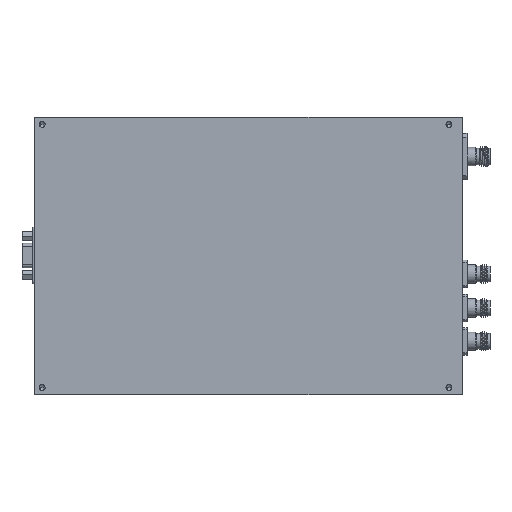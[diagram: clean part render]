
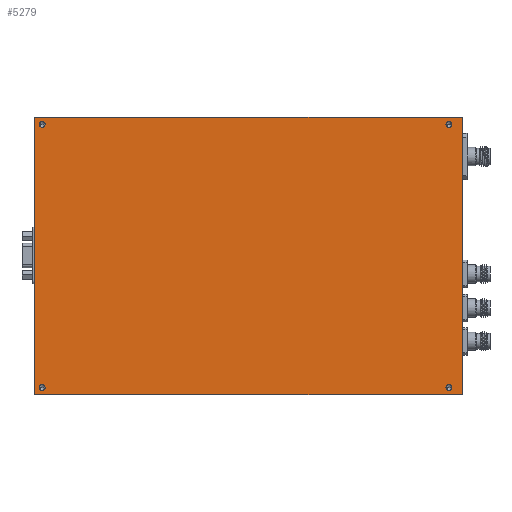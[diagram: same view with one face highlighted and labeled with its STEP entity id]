
A CAD part, top view. The second image highlights one B-rep face of the part: STEP entity #5279.
In plain terms, the highlighted planar face has unit normal (0, 0, 1).
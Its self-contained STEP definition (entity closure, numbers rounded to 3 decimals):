
#148 = CARTESIAN_POINT ( 'NONE',  ( 74.065, -47.498, 21. ) ) ;
#312 = ORIENTED_EDGE ( 'NONE', *, *, #6121, .F. ) ;
#886 = VERTEX_POINT ( 'NONE', #13092 ) ;
#904 = VERTEX_POINT ( 'NONE', #11801 ) ;
#1170 = LINE ( 'NONE', #16933, #12509 ) ;
#1369 = CARTESIAN_POINT ( 'NONE',  ( 68.54, 45., 21. ) ) ;
#1677 = DIRECTION ( 'NONE',  ( 1., 0., 0. ) ) ;
#1753 = VERTEX_POINT ( 'NONE', #8112 ) ;
#1909 = EDGE_CURVE ( 'NONE', #8062, #17870, #3830, .T. ) ;
#2061 = AXIS2_PLACEMENT_3D ( 'NONE', #13087, #14386, #1677 ) ;
#2078 = AXIS2_PLACEMENT_3D ( 'NONE', #9815, #14180, #14275 ) ;
#2115 = DIRECTION ( 'NONE',  ( 0., 0., -1. ) ) ;
#2418 = DIRECTION ( 'NONE',  ( 0., 0., 1. ) ) ;
#2500 = ORIENTED_EDGE ( 'NONE', *, *, #17533, .F. ) ;
#2617 = VECTOR ( 'NONE', #9737, 1000. ) ;
#2624 = DIRECTION ( 'NONE',  ( 1., 0., 0. ) ) ;
#3109 = DIRECTION ( 'NONE',  ( 0., 1., 0. ) ) ;
#3229 = AXIS2_PLACEMENT_3D ( 'NONE', #14824, #16491, #13691 ) ;
#3520 = LINE ( 'NONE', #10374, #9725 ) ;
#3830 = CIRCLE ( 'NONE', #16572, 1.025 ) ;
#3876 = CARTESIAN_POINT ( 'NONE',  ( -70.59, -45., 21. ) ) ;
#3964 = AXIS2_PLACEMENT_3D ( 'NONE', #8813, #7315, #6240 ) ;
#4056 = ORIENTED_EDGE ( 'NONE', *, *, #13328, .T. ) ;
#4083 = CARTESIAN_POINT ( 'NONE',  ( -72.065, 47.498, 21. ) ) ;
#4172 = CARTESIAN_POINT ( 'NONE',  ( -68.54, 45., 21. ) ) ;
#4521 = DIRECTION ( 'NONE',  ( 0., 0., 1. ) ) ;
#4769 = VERTEX_POINT ( 'NONE', #16777 ) ;
#4848 = VERTEX_POINT ( 'NONE', #148 ) ;
#4903 = FACE_BOUND ( 'NONE', #8562, .T. ) ;
#4983 = CARTESIAN_POINT ( 'NONE',  ( -72.065, -47.498, 21. ) ) ;
#5279 = ADVANCED_FACE ( 'NONE', ( #15108, #13701, #17607, #4903, #16229 ), #9174, .F. ) ;
#5893 = AXIS2_PLACEMENT_3D ( 'NONE', #15853, #4521, #10165 ) ;
#5912 = CARTESIAN_POINT ( 'NONE',  ( 74.065, 47.498, 21. ) ) ;
#5963 = EDGE_CURVE ( 'NONE', #886, #7523, #13015, .T. ) ;
#6121 = EDGE_CURVE ( 'NONE', #7523, #886, #6815, .T. ) ;
#6219 = AXIS2_PLACEMENT_3D ( 'NONE', #14834, #2115, #16774 ) ;
#6240 = DIRECTION ( 'NONE',  ( 1., 0., 0. ) ) ;
#6369 = VERTEX_POINT ( 'NONE', #18094 ) ;
#6410 = CARTESIAN_POINT ( 'NONE',  ( 68.54, -45., 21. ) ) ;
#6509 = EDGE_LOOP ( 'NONE', ( #2500, #11621 ) ) ;
#6550 = VECTOR ( 'NONE', #3109, 1000. ) ;
#6567 = EDGE_CURVE ( 'NONE', #17870, #8062, #10063, .T. ) ;
#6815 = CIRCLE ( 'NONE', #2061, 1.025 ) ;
#7315 = DIRECTION ( 'NONE',  ( 0., 0., 1. ) ) ;
#7338 = ORIENTED_EDGE ( 'NONE', *, *, #10630, .F. ) ;
#7386 = ORIENTED_EDGE ( 'NONE', *, *, #15241, .F. ) ;
#7405 = EDGE_LOOP ( 'NONE', ( #15666, #17570 ) ) ;
#7429 = DIRECTION ( 'NONE',  ( 1., 0., 0. ) ) ;
#7523 = VERTEX_POINT ( 'NONE', #6410 ) ;
#8062 = VERTEX_POINT ( 'NONE', #11774 ) ;
#8072 = DIRECTION ( 'NONE',  ( 1., 0., 0. ) ) ;
#8112 = CARTESIAN_POINT ( 'NONE',  ( -68.54, -45., 21. ) ) ;
#8446 = LINE ( 'NONE', #4083, #2617 ) ;
#8562 = EDGE_LOOP ( 'NONE', ( #18174, #312 ) ) ;
#8564 = CARTESIAN_POINT ( 'NONE',  ( -69.565, 45., 21. ) ) ;
#8813 = CARTESIAN_POINT ( 'NONE',  ( -69.565, -45., 21. ) ) ;
#9174 = PLANE ( 'NONE',  #6219 ) ;
#9725 = VECTOR ( 'NONE', #16049, 1000. ) ;
#9737 = DIRECTION ( 'NONE',  ( 0., -1., 0. ) ) ;
#9815 = CARTESIAN_POINT ( 'NONE',  ( -69.565, 45., 21. ) ) ;
#10063 = CIRCLE ( 'NONE', #2078, 1.025 ) ;
#10165 = DIRECTION ( 'NONE',  ( 1., 0., 0. ) ) ;
#10374 = CARTESIAN_POINT ( 'NONE',  ( 72.065, -47.498, 21. ) ) ;
#10529 = ORIENTED_EDGE ( 'NONE', *, *, #14741, .F. ) ;
#10630 = EDGE_CURVE ( 'NONE', #18284, #1753, #16548, .T. ) ;
#11200 = AXIS2_PLACEMENT_3D ( 'NONE', #15128, #2418, #8072 ) ;
#11220 = CIRCLE ( 'NONE', #3229, 1.025 ) ;
#11505 = EDGE_CURVE ( 'NONE', #17615, #4848, #3520, .T. ) ;
#11607 = CARTESIAN_POINT ( 'NONE',  ( 69.565, -45., 21. ) ) ;
#11621 = ORIENTED_EDGE ( 'NONE', *, *, #18240, .F. ) ;
#11774 = CARTESIAN_POINT ( 'NONE',  ( -70.59, 45., 21. ) ) ;
#11801 = CARTESIAN_POINT ( 'NONE',  ( 74.065, 47.498, 21. ) ) ;
#12147 = VERTEX_POINT ( 'NONE', #1369 ) ;
#12509 = VECTOR ( 'NONE', #18142, 1000. ) ;
#12971 = CIRCLE ( 'NONE', #5893, 1.025 ) ;
#13015 = CIRCLE ( 'NONE', #17776, 1.025 ) ;
#13087 = CARTESIAN_POINT ( 'NONE',  ( 69.565, -45., 21. ) ) ;
#13092 = CARTESIAN_POINT ( 'NONE',  ( 70.59, -45., 21. ) ) ;
#13328 = EDGE_CURVE ( 'NONE', #4848, #904, #17394, .T. ) ;
#13443 = ORIENTED_EDGE ( 'NONE', *, *, #17403, .T. ) ;
#13691 = DIRECTION ( 'NONE',  ( 1., 0., 0. ) ) ;
#13701 = FACE_BOUND ( 'NONE', #7405, .T. ) ;
#14023 = CIRCLE ( 'NONE', #3964, 1.025 ) ;
#14180 = DIRECTION ( 'NONE',  ( 0., 0., 1. ) ) ;
#14275 = DIRECTION ( 'NONE',  ( 1., 0., 0. ) ) ;
#14386 = DIRECTION ( 'NONE',  ( 0., 0., 1. ) ) ;
#14515 = ORIENTED_EDGE ( 'NONE', *, *, #11505, .T. ) ;
#14741 = EDGE_CURVE ( 'NONE', #1753, #18284, #14023, .T. ) ;
#14824 = CARTESIAN_POINT ( 'NONE',  ( 69.565, 45., 21. ) ) ;
#14834 = CARTESIAN_POINT ( 'NONE',  ( 72.065, 47.498, 21. ) ) ;
#15108 = FACE_OUTER_BOUND ( 'NONE', #15616, .T. ) ;
#15128 = CARTESIAN_POINT ( 'NONE',  ( -69.565, -45., 21. ) ) ;
#15241 = EDGE_CURVE ( 'NONE', #6369, #904, #1170, .T. ) ;
#15438 = DIRECTION ( 'NONE',  ( 0., 0., 1. ) ) ;
#15616 = EDGE_LOOP ( 'NONE', ( #4056, #7386, #13443, #14515 ) ) ;
#15666 = ORIENTED_EDGE ( 'NONE', *, *, #6567, .F. ) ;
#15853 = CARTESIAN_POINT ( 'NONE',  ( 69.565, 45., 21. ) ) ;
#16049 = DIRECTION ( 'NONE',  ( 1., 0., 0. ) ) ;
#16220 = EDGE_LOOP ( 'NONE', ( #10529, #7338 ) ) ;
#16229 = FACE_BOUND ( 'NONE', #6509, .T. ) ;
#16491 = DIRECTION ( 'NONE',  ( 0., 0., 1. ) ) ;
#16548 = CIRCLE ( 'NONE', #11200, 1.025 ) ;
#16572 = AXIS2_PLACEMENT_3D ( 'NONE', #8564, #15438, #2624 ) ;
#16774 = DIRECTION ( 'NONE',  ( 0., -1., 0. ) ) ;
#16777 = CARTESIAN_POINT ( 'NONE',  ( 70.59, 45., 21. ) ) ;
#16933 = CARTESIAN_POINT ( 'NONE',  ( 72.065, 47.498, 21. ) ) ;
#17270 = DIRECTION ( 'NONE',  ( 0., 0., 1. ) ) ;
#17394 = LINE ( 'NONE', #5912, #6550 ) ;
#17403 = EDGE_CURVE ( 'NONE', #6369, #17615, #8446, .T. ) ;
#17533 = EDGE_CURVE ( 'NONE', #4769, #12147, #12971, .T. ) ;
#17570 = ORIENTED_EDGE ( 'NONE', *, *, #1909, .F. ) ;
#17607 = FACE_BOUND ( 'NONE', #16220, .T. ) ;
#17615 = VERTEX_POINT ( 'NONE', #4983 ) ;
#17776 = AXIS2_PLACEMENT_3D ( 'NONE', #11607, #17270, #7429 ) ;
#17870 = VERTEX_POINT ( 'NONE', #4172 ) ;
#18094 = CARTESIAN_POINT ( 'NONE',  ( -72.065, 47.498, 21. ) ) ;
#18142 = DIRECTION ( 'NONE',  ( 1., 0., 0. ) ) ;
#18174 = ORIENTED_EDGE ( 'NONE', *, *, #5963, .F. ) ;
#18240 = EDGE_CURVE ( 'NONE', #12147, #4769, #11220, .T. ) ;
#18284 = VERTEX_POINT ( 'NONE', #3876 ) ;
